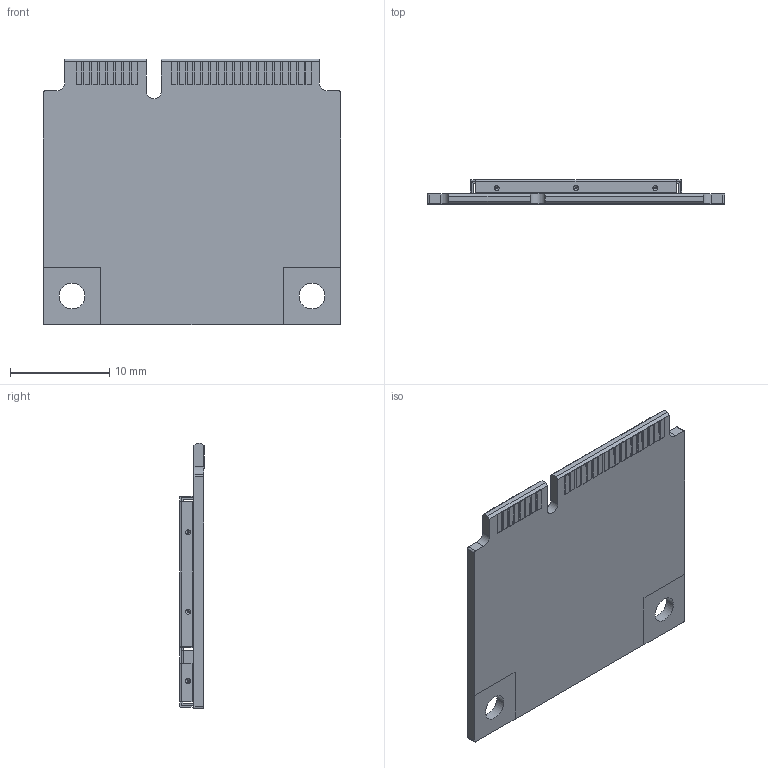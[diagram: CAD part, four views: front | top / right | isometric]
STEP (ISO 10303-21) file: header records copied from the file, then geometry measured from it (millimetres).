
FILE_DESCRIPTION (( 'STEP AP203' ), '1' );
FILE_NAME ('Mini PCIe.STEP', '2020-04-02T23:58:51', ( '' ), ( '' ), 'SwSTEP 2.0', 'SolidWorks 2018', '' );
FILE_SCHEMA (( 'CONFIG_CONTROL_DESIGN' ));
Length unit declared in the file: millimetre
Products named in the file (1): Mini PCIe
Bounding box: 30 x 2.5 x 26.8 mm (x, y, z)
Volume: 920 mm3; surface area: 3880.9 mm2
Topology: 56 solids, 56 shells, 616 faces, 1473 edges, 971 vertices
Faces by surface type: plane 462, cylinder 72, torus 58, bspline 24
Entity records: 18253 total; most frequent: CARTESIAN_POINT 3759, DIRECTION 2978, ORIENTED_EDGE 2906, EDGE_CURVE 1453, VECTOR 1050, LINE 1050, VERTEX_POINT 971, AXIS2_PLACEMENT_3D 964
